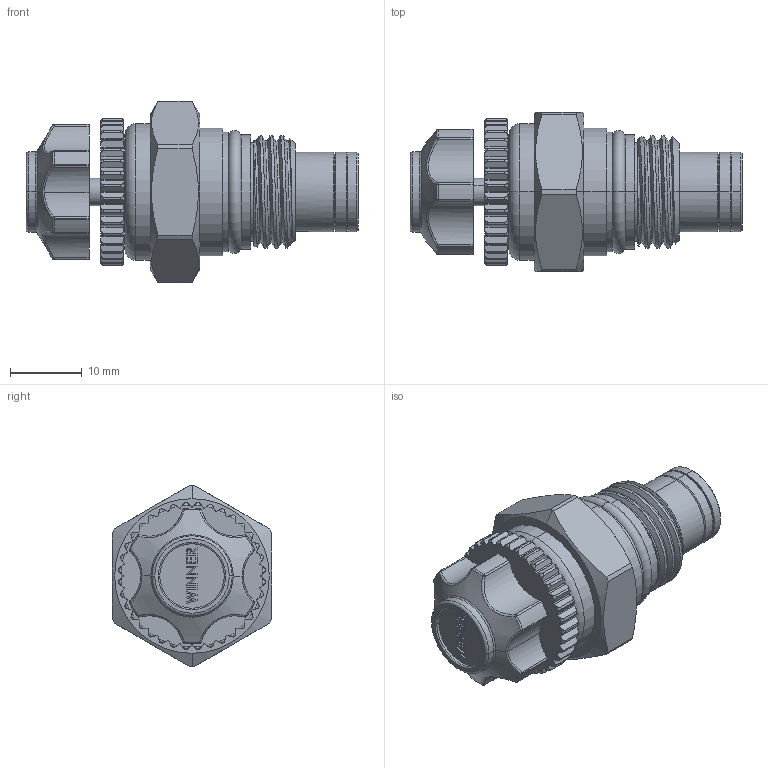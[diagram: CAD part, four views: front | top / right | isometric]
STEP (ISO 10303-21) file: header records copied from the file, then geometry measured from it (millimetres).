
FILE_DESCRIPTION (( 'STEP AP203' ), '1' );
FILE_NAME ('NF8A20-K.STEP', '2020-07-24T03:52:28', ( '' ), ( '' ), 'SwSTEP 2.0', 'SolidWorks 2018', '' );
FILE_SCHEMA (( 'CONFIG_CONTROL_DESIGN' ));
Length unit declared in the file: millimetre
Products named in the file (1): NF8A20-K
Bounding box: 46.35 x 22.22 x 25.3 mm (x, y, z)
Volume: 9927 mm3; surface area: 4769.5 mm2
Topology: 1 solids, 1 shells, 466 faces, 1247 edges, 809 vertices
Faces by surface type: plane 167, cylinder 161, torus 90, cone 20, sphere 14, bspline 14
Entity records: 17202 total; most frequent: CARTESIAN_POINT 5568, ORIENTED_EDGE 2494, DIRECTION 2383, EDGE_CURVE 1247, AXIS2_PLACEMENT_3D 899, VERTEX_POINT 809, VECTOR 585, LINE 585
